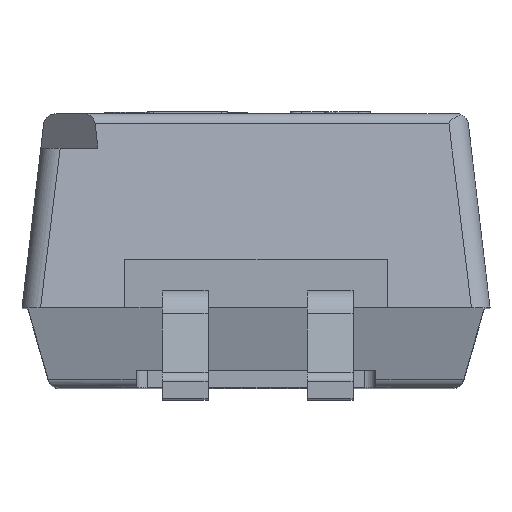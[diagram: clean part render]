
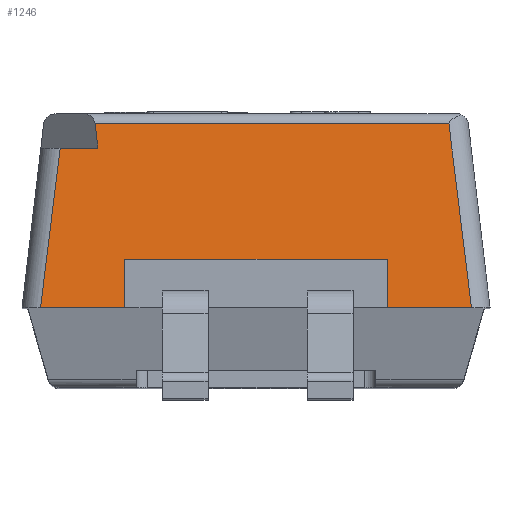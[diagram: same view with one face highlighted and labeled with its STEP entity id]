
A CAD part, top view. The second image highlights one B-rep face of the part: STEP entity #1246.
In plain terms, the highlighted planar face has unit normal (0, 0.117, 0.993).
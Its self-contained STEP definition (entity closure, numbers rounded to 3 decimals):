
#23 = VERTEX_POINT ( 'NONE', #2097 ) ;
#36 = VERTEX_POINT ( 'NONE', #3558 ) ;
#78 = ORIENTED_EDGE ( 'NONE', *, *, #220, .F. ) ;
#195 = PLANE ( 'NONE',  #3983 ) ;
#220 = EDGE_CURVE ( 'NONE', #5376, #2309, #5916, .T. ) ;
#225 = VERTEX_POINT ( 'NONE', #5402 ) ;
#290 =( BOUNDED_CURVE ( )  B_SPLINE_CURVE ( 3, ( #3098, #3063, #2678, #1190 ),
 .UNSPECIFIED., .F., .F. ) 
 B_SPLINE_CURVE_WITH_KNOTS ( ( 4, 4 ),
 ( 6.102, 6.143 ),
 .UNSPECIFIED. ) 
 CURVE ( )  GEOMETRIC_REPRESENTATION_ITEM ( )  RATIONAL_B_SPLINE_CURVE ( ( 1., 1., 1., 1. ) ) 
 REPRESENTATION_ITEM ( '' )  );
#358 = EDGE_CURVE ( 'NONE', #225, #2309, #6118, .T. ) ;
#416 = ORIENTED_EDGE ( 'NONE', *, *, #358, .T. ) ;
#432 = DIRECTION ( 'NONE',  ( 1., 0., 0. ) ) ;
#442 = VERTEX_POINT ( 'NONE', #5772 ) ;
#469 = CARTESIAN_POINT ( 'NONE',  ( 2.05, 2.1, 2.535 ) ) ;
#550 = CARTESIAN_POINT ( 'NONE',  ( 1.15, 1.125, 2.65 ) ) ;
#628 = LINE ( 'NONE', #5956, #1658 ) ;
#694 = DIRECTION ( 'NONE',  ( -1., 0., 0. ) ) ;
#697 = CARTESIAN_POINT ( 'NONE',  ( -1.15, 0.7, 2.7 ) ) ;
#774 = VECTOR ( 'NONE', #2592, 1000. ) ;
#781 = EDGE_LOOP ( 'NONE', ( #4211, #2080, #2126, #4000, #2838, #5018, #3781, #416, #78, #3284 ) ) ;
#1023 = DIRECTION ( 'NONE',  ( -1., 0., 0. ) ) ;
#1163 = CARTESIAN_POINT ( 'NONE',  ( 1.15, 0.7, 2.7 ) ) ;
#1172 = VECTOR ( 'NONE', #3687, 1000. ) ;
#1190 = CARTESIAN_POINT ( 'NONE',  ( 1.69, 2.312, 2.51 ) ) ;
#1246 = ADVANCED_FACE ( 'NONE', ( #4528 ), #195, .F. ) ;
#1411 = EDGE_CURVE ( 'NONE', #442, #23, #3549, .T. ) ;
#1589 = CARTESIAN_POINT ( 'NONE',  ( 1.888, 0.7, 2.7 ) ) ;
#1599 = EDGE_CURVE ( 'NONE', #5231, #23, #4639, .T. ) ;
#1611 = CARTESIAN_POINT ( 'NONE',  ( -1.888, 0.7, 2.7 ) ) ;
#1638 = LINE ( 'NONE', #5915, #774 ) ;
#1658 = VECTOR ( 'NONE', #3110, 1000. ) ;
#1660 = CARTESIAN_POINT ( 'NONE',  ( 2.05, 0.7, 2.7 ) ) ;
#1911 = VECTOR ( 'NONE', #2557, 1000. ) ;
#1967 = VECTOR ( 'NONE', #1023, 1000. ) ;
#2080 = ORIENTED_EDGE ( 'NONE', *, *, #2375, .T. ) ;
#2097 = CARTESIAN_POINT ( 'NONE',  ( -1.41, 2.312, 2.51 ) ) ;
#2124 = CARTESIAN_POINT ( 'NONE',  ( 2.05, 2.4, 2.5 ) ) ;
#2126 = ORIENTED_EDGE ( 'NONE', *, *, #5954, .F. ) ;
#2172 = CARTESIAN_POINT ( 'NONE',  ( -1.888, 0.7, 2.7 ) ) ;
#2309 = VERTEX_POINT ( 'NONE', #1611 ) ;
#2375 = EDGE_CURVE ( 'NONE', #2741, #2384, #1638, .T. ) ;
#2384 = VERTEX_POINT ( 'NONE', #1163 ) ;
#2519 = DIRECTION ( 'NONE',  ( -1., 0., 0. ) ) ;
#2557 = DIRECTION ( 'NONE',  ( -1., 0., 0. ) ) ;
#2592 = DIRECTION ( 'NONE',  ( 0., -0.993, 0.117 ) ) ;
#2678 = CARTESIAN_POINT ( 'NONE',  ( 1.748, 1.842, 2.566 ) ) ;
#2741 = VERTEX_POINT ( 'NONE', #550 ) ;
#2766 = EDGE_CURVE ( 'NONE', #2741, #36, #5425, .T. ) ;
#2838 = ORIENTED_EDGE ( 'NONE', *, *, #1411, .T. ) ;
#3015 = CARTESIAN_POINT ( 'NONE',  ( 2.05, 2.312, 2.51 ) ) ;
#3047 = CARTESIAN_POINT ( 'NONE',  ( -1.385, 2.1, 2.535 ) ) ;
#3063 = CARTESIAN_POINT ( 'NONE',  ( 1.814, 1.305, 2.629 ) ) ;
#3098 = CARTESIAN_POINT ( 'NONE',  ( 1.888, 0.7, 2.7 ) ) ;
#3110 = DIRECTION ( 'NONE',  ( 0., -0.993, 0.117 ) ) ;
#3202 = VECTOR ( 'NONE', #694, 1000. ) ;
#3284 = ORIENTED_EDGE ( 'NONE', *, *, #5266, .F. ) ;
#3549 = LINE ( 'NONE', #3015, #3202 ) ;
#3558 = CARTESIAN_POINT ( 'NONE',  ( -1.15, 1.125, 2.65 ) ) ;
#3687 = DIRECTION ( 'NONE',  ( -0.116, 0.986, -0.116 ) ) ;
#3781 = ORIENTED_EDGE ( 'NONE', *, *, #3891, .F. ) ;
#3800 = VERTEX_POINT ( 'NONE', #1589 ) ;
#3891 = EDGE_CURVE ( 'NONE', #225, #5231, #4359, .T. ) ;
#3902 = VECTOR ( 'NONE', #2519, 1000. ) ;
#3983 = AXIS2_PLACEMENT_3D ( 'NONE', #2124, #4051, #5991 ) ;
#4000 = ORIENTED_EDGE ( 'NONE', *, *, #4558, .T. ) ;
#4051 = DIRECTION ( 'NONE',  ( 0., -0.117, -0.993 ) ) ;
#4211 = ORIENTED_EDGE ( 'NONE', *, *, #2766, .F. ) ;
#4359 = LINE ( 'NONE', #469, #5480 ) ;
#4448 = CARTESIAN_POINT ( 'NONE',  ( 2.05, 0.7, 2.7 ) ) ;
#4505 = CARTESIAN_POINT ( 'NONE',  ( 2.05, 1.125, 2.65 ) ) ;
#4528 = FACE_OUTER_BOUND ( 'NONE', #781, .T. ) ;
#4558 = EDGE_CURVE ( 'NONE', #3800, #442, #290, .T. ) ;
#4639 = LINE ( 'NONE', #5587, #1172 ) ;
#5018 = ORIENTED_EDGE ( 'NONE', *, *, #1599, .F. ) ;
#5047 = CARTESIAN_POINT ( 'NONE',  ( -1.825, 1.216, 2.639 ) ) ;
#5133 = CARTESIAN_POINT ( 'NONE',  ( -1.767, 1.682, 2.584 ) ) ;
#5231 = VERTEX_POINT ( 'NONE', #3047 ) ;
#5266 = EDGE_CURVE ( 'NONE', #36, #5376, #628, .T. ) ;
#5376 = VERTEX_POINT ( 'NONE', #697 ) ;
#5402 = CARTESIAN_POINT ( 'NONE',  ( -1.716, 2.1, 2.535 ) ) ;
#5425 = LINE ( 'NONE', #4505, #3902 ) ;
#5480 = VECTOR ( 'NONE', #432, 1000. ) ;
#5587 = CARTESIAN_POINT ( 'NONE',  ( -1.373, 2.003, 2.547 ) ) ;
#5772 = CARTESIAN_POINT ( 'NONE',  ( 1.69, 2.312, 2.51 ) ) ;
#5915 = CARTESIAN_POINT ( 'NONE',  ( 1.15, 2.4, 2.5 ) ) ;
#5916 = LINE ( 'NONE', #4448, #1911 ) ;
#5954 = EDGE_CURVE ( 'NONE', #3800, #2384, #5996, .T. ) ;
#5956 = CARTESIAN_POINT ( 'NONE',  ( -1.15, 2.4, 2.5 ) ) ;
#5991 = DIRECTION ( 'NONE',  ( 0., -0.993, 0.117 ) ) ;
#5996 = LINE ( 'NONE', #1660, #1967 ) ;
#6118 =( BOUNDED_CURVE ( )  B_SPLINE_CURVE ( 3, ( #6130, #5133, #5047, #2172 ),
 .UNSPECIFIED., .F., .T. ) 
 B_SPLINE_CURVE_WITH_KNOTS ( ( 4, 4 ),
 ( 0.146, 0.181 ),
 .UNSPECIFIED. ) 
 CURVE ( )  GEOMETRIC_REPRESENTATION_ITEM ( )  RATIONAL_B_SPLINE_CURVE ( ( 1., 1., 1., 1. ) ) 
 REPRESENTATION_ITEM ( '' )  );
#6130 = CARTESIAN_POINT ( 'NONE',  ( -1.716, 2.1, 2.535 ) ) ;
